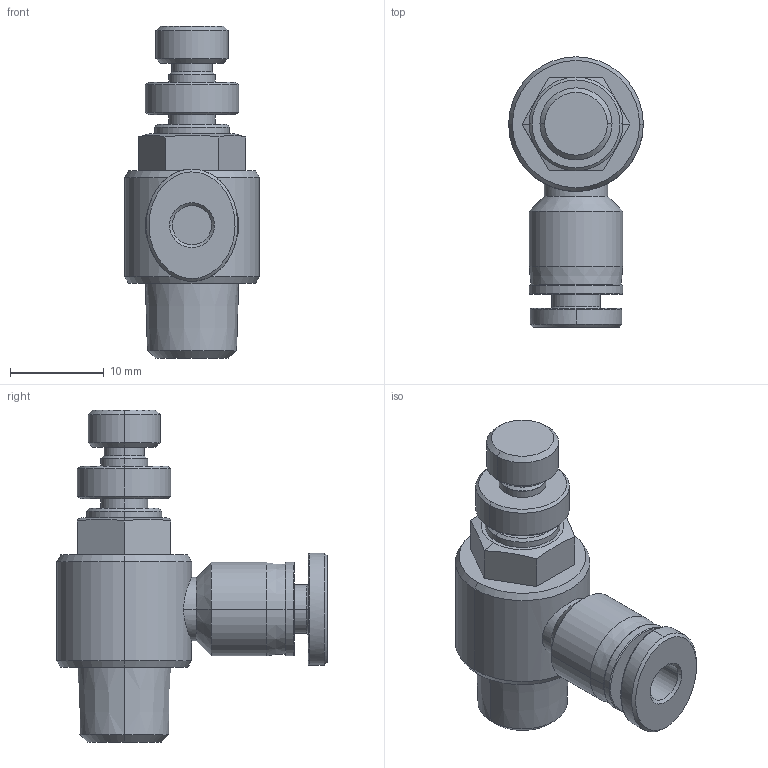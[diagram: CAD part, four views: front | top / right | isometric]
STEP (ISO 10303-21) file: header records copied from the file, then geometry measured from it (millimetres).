
FILE_DESCRIPTION((''),'2;1');
FILE_NAME('NSE0401-mdt.stp','2017-07-22T08:50:29',(''),(''),'Mechanical Desktop 2009','Mechanical Desktop 2009',', , ');
FILE_SCHEMA(('CONFIG_CONTROL_DESIGN'));
Length unit declared in the file: millimetre
Products named in the file (4): NSE0401-MDTA; NSE0401-MDT; R01; COLLAR-04L
Assembly tree (3 placements, depth 2):
  NSE0401-MDTA
    NSE0401-MDT
    R01
    COLLAR-04L
Bounding box: 14.4 x 28.9 x 35.5 mm (x, y, z)
Volume: 4233.3 mm3; surface area: 2454.4 mm2
Topology: 1 solids, 1 shells, 88 faces, 181 edges, 109 vertices
Faces by surface type: cone 28, cylinder 26, plane 22, bspline 6, torus 6
Entity records: 3103 total; most frequent: CARTESIAN_POINT 1083, DIRECTION 436, ORIENTED_EDGE 362, AXIS2_PLACEMENT_3D 184, EDGE_CURVE 181, VERTEX_POINT 109, EDGE_LOOP 102, CIRCLE 98
